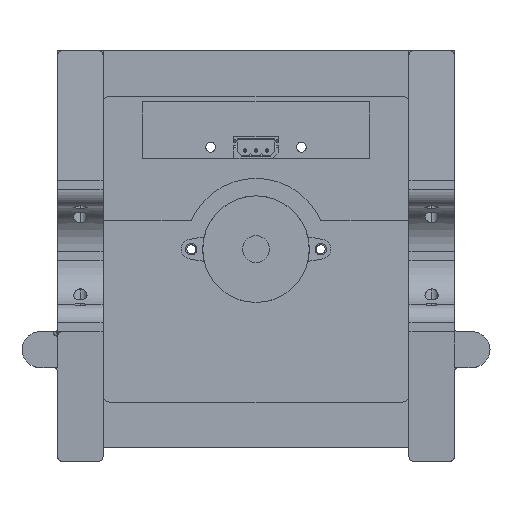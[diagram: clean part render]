
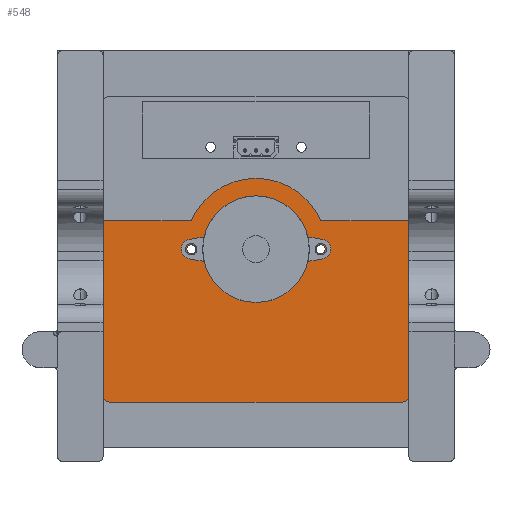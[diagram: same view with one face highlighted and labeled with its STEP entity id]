
A CAD part, top view. The second image highlights one B-rep face of the part: STEP entity #548.
In plain terms, the highlighted planar face has unit normal (0, 0, 1).
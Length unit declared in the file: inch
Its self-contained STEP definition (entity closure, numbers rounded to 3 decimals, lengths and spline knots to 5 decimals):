
#101=CARTESIAN_POINT('',(1.625,1.625,0.0315));
#102=DIRECTION('',(0.,0.,1.));
#103=DIRECTION('',(1.,0.,0.));
#104=AXIS2_PLACEMENT_3D('',#101,#102,#103);
#106=DIRECTION('',(0.,1.,0.));
#107=VECTOR('',#106,3.25);
#108=CARTESIAN_POINT('',(1.75,-1.625,0.0315));
#109=LINE('',#108,#107);
#110=DIRECTION('',(1.,0.,0.));
#111=VECTOR('',#110,3.25);
#112=CARTESIAN_POINT('',(-1.625,-1.75,0.0315));
#113=LINE('',#112,#111);
#114=DIRECTION('',(0.,-1.,0.));
#115=VECTOR('',#114,3.25);
#116=CARTESIAN_POINT('',(-1.75,1.625,0.0315));
#117=LINE('',#116,#115);
#118=DIRECTION('',(-1.,0.,0.));
#119=VECTOR('',#118,3.25);
#120=CARTESIAN_POINT('',(1.625,1.75,0.0315));
#121=LINE('',#120,#119);
#122=CARTESIAN_POINT('',(0.57087,0.,0.0315));
#123=DIRECTION('',(0.,0.,1.));
#124=DIRECTION('',(1.,0.,0.));
#125=AXIS2_PLACEMENT_3D('',#122,#123,#124);
#127=CARTESIAN_POINT('',(0.57087,0.,0.0315));
#128=DIRECTION('',(0.,0.,1.));
#129=DIRECTION('',(-1.,0.,0.));
#130=AXIS2_PLACEMENT_3D('',#127,#128,#129);
#132=CARTESIAN_POINT('',(-0.57087,0.,0.0315));
#133=DIRECTION('',(0.,0.,1.));
#134=DIRECTION('',(1.,0.,0.));
#135=AXIS2_PLACEMENT_3D('',#132,#133,#134);
#137=CARTESIAN_POINT('',(-0.57087,0.,0.0315));
#138=DIRECTION('',(0.,0.,1.));
#139=DIRECTION('',(-1.,0.,0.));
#140=AXIS2_PLACEMENT_3D('',#137,#138,#139);
#142=CARTESIAN_POINT('',(-0.4,0.9,0.0315));
#143=DIRECTION('',(0.,0.,1.));
#144=DIRECTION('',(1.,0.,0.));
#145=AXIS2_PLACEMENT_3D('',#142,#143,#144);
#147=CARTESIAN_POINT('',(-0.4,0.9,0.0315));
#148=DIRECTION('',(0.,0.,1.));
#149=DIRECTION('',(-1.,0.,0.));
#150=AXIS2_PLACEMENT_3D('',#147,#148,#149);
#152=CARTESIAN_POINT('',(0.4,0.9,0.0315));
#153=DIRECTION('',(0.,0.,1.));
#154=DIRECTION('',(1.,0.,0.));
#155=AXIS2_PLACEMENT_3D('',#152,#153,#154);
#157=CARTESIAN_POINT('',(0.4,0.9,0.0315));
#158=DIRECTION('',(0.,0.,1.));
#159=DIRECTION('',(-1.,0.,0.));
#160=AXIS2_PLACEMENT_3D('',#157,#158,#159);
#162=CARTESIAN_POINT('',(0.,1.1,0.0315));
#163=DIRECTION('',(0.,0.,1.));
#164=DIRECTION('',(1.,0.,0.));
#165=AXIS2_PLACEMENT_3D('',#162,#163,#164);
#167=CARTESIAN_POINT('',(0.,1.1,0.0315));
#168=DIRECTION('',(0.,0.,1.));
#169=DIRECTION('',(-1.,0.,0.));
#170=AXIS2_PLACEMENT_3D('',#167,#168,#169);
#172=CARTESIAN_POINT('',(0.82,1.1,0.0315));
#173=DIRECTION('',(0.,0.,1.));
#174=DIRECTION('',(1.,0.,0.));
#175=AXIS2_PLACEMENT_3D('',#172,#173,#174);
#177=CARTESIAN_POINT('',(0.82,1.1,0.0315));
#178=DIRECTION('',(0.,0.,1.));
#179=DIRECTION('',(-1.,0.,0.));
#180=AXIS2_PLACEMENT_3D('',#177,#178,#179);
#182=CARTESIAN_POINT('',(-0.82,1.1,0.0315));
#183=DIRECTION('',(0.,0.,1.));
#184=DIRECTION('',(1.,0.,0.));
#185=AXIS2_PLACEMENT_3D('',#182,#183,#184);
#187=CARTESIAN_POINT('',(-0.82,1.1,0.0315));
#188=DIRECTION('',(0.,0.,1.));
#189=DIRECTION('',(-1.,0.,0.));
#190=AXIS2_PLACEMENT_3D('',#187,#188,#189);
#205=CARTESIAN_POINT('',(1.625,-1.625,0.0315));
#206=DIRECTION('',(0.,0.,1.));
#207=DIRECTION('',(0.,-1.,0.));
#208=AXIS2_PLACEMENT_3D('',#205,#206,#207);
#223=CARTESIAN_POINT('',(-1.625,-1.625,0.0315));
#224=DIRECTION('',(0.,0.,1.));
#225=DIRECTION('',(-1.,0.,0.));
#226=AXIS2_PLACEMENT_3D('',#223,#224,#225);
#241=CARTESIAN_POINT('',(-1.625,1.625,0.0315));
#242=DIRECTION('',(0.,0.,1.));
#243=DIRECTION('',(0.,1.,0.));
#244=AXIS2_PLACEMENT_3D('',#241,#242,#243);
#302=CARTESIAN_POINT('',(1.625,1.75,0.0315));
#304=VERTEX_POINT('',#302);
#308=CARTESIAN_POINT('',(1.75,1.625,0.0315));
#309=VERTEX_POINT('',#308);
#310=CARTESIAN_POINT('',(1.75,-1.625,0.0315));
#312=VERTEX_POINT('',#310);
#316=CARTESIAN_POINT('',(1.625,-1.75,0.0315));
#317=VERTEX_POINT('',#316);
#318=CARTESIAN_POINT('',(-1.625,-1.75,0.0315));
#320=VERTEX_POINT('',#318);
#324=CARTESIAN_POINT('',(-1.75,-1.625,0.0315));
#325=VERTEX_POINT('',#324);
#326=CARTESIAN_POINT('',(-1.75,1.625,0.0315));
#328=VERTEX_POINT('',#326);
#332=CARTESIAN_POINT('',(-1.625,1.75,0.0315));
#333=VERTEX_POINT('',#332);
#342=CARTESIAN_POINT('',(0.61024,0.,0.0315));
#343=CARTESIAN_POINT('',(0.5315,0.,0.0315));
#344=VERTEX_POINT('',#342);
#345=VERTEX_POINT('',#343);
#346=CARTESIAN_POINT('',(-0.5315,0.,0.0315));
#347=CARTESIAN_POINT('',(-0.61024,0.,0.0315));
#348=VERTEX_POINT('',#346);
#349=VERTEX_POINT('',#347);
#370=CARTESIAN_POINT('',(-0.3565,0.9,0.0315));
#371=CARTESIAN_POINT('',(-0.4435,0.9,0.0315));
#372=VERTEX_POINT('',#370);
#373=VERTEX_POINT('',#371);
#374=CARTESIAN_POINT('',(0.4435,0.9,0.0315));
#375=CARTESIAN_POINT('',(0.3565,0.9,0.0315));
#376=VERTEX_POINT('',#374);
#377=VERTEX_POINT('',#375);
#378=CARTESIAN_POINT('',(0.07874,1.1,0.0315));
#379=CARTESIAN_POINT('',(-0.07874,1.1,0.0315));
#380=VERTEX_POINT('',#378);
#381=VERTEX_POINT('',#379);
#382=CARTESIAN_POINT('',(0.89874,1.1,0.0315));
#383=CARTESIAN_POINT('',(0.74126,1.1,0.0315));
#384=VERTEX_POINT('',#382);
#385=VERTEX_POINT('',#383);
#386=CARTESIAN_POINT('',(-0.74126,1.1,0.0315));
#387=CARTESIAN_POINT('',(-0.89874,1.1,0.0315));
#388=VERTEX_POINT('',#386);
#389=VERTEX_POINT('',#387);
#485=CARTESIAN_POINT('',(0.,0.,0.0315));
#486=DIRECTION('',(0.,0.,1.));
#487=DIRECTION('',(1.,0.,0.));
#488=AXIS2_PLACEMENT_3D('',#485,#486,#487);
#489=PLANE('',#488);
#490=ORIENTED_EDGE('',*,*,#466,.F.);
#492=ORIENTED_EDGE('',*,*,#491,.F.);
#494=ORIENTED_EDGE('',*,*,#493,.F.);
#496=ORIENTED_EDGE('',*,*,#495,.F.);
#498=ORIENTED_EDGE('',*,*,#497,.F.);
#500=ORIENTED_EDGE('',*,*,#499,.F.);
#502=ORIENTED_EDGE('',*,*,#501,.F.);
#503=ORIENTED_EDGE('',*,*,#477,.F.);
#504=EDGE_LOOP('',(#490,#492,#494,#496,#498,#500,#502,#503));
#505=FACE_OUTER_BOUND('',#504,.F.);
#507=ORIENTED_EDGE('',*,*,#506,.T.);
#509=ORIENTED_EDGE('',*,*,#508,.T.);
#510=EDGE_LOOP('',(#507,#509));
#511=FACE_BOUND('',#510,.F.);
#513=ORIENTED_EDGE('',*,*,#512,.T.);
#515=ORIENTED_EDGE('',*,*,#514,.T.);
#516=EDGE_LOOP('',(#513,#515));
#517=FACE_BOUND('',#516,.F.);
#519=ORIENTED_EDGE('',*,*,#518,.T.);
#521=ORIENTED_EDGE('',*,*,#520,.T.);
#522=EDGE_LOOP('',(#519,#521));
#523=FACE_BOUND('',#522,.F.);
#525=ORIENTED_EDGE('',*,*,#524,.T.);
#527=ORIENTED_EDGE('',*,*,#526,.T.);
#528=EDGE_LOOP('',(#525,#527));
#529=FACE_BOUND('',#528,.F.);
#531=ORIENTED_EDGE('',*,*,#530,.T.);
#533=ORIENTED_EDGE('',*,*,#532,.T.);
#534=EDGE_LOOP('',(#531,#533));
#535=FACE_BOUND('',#534,.F.);
#537=ORIENTED_EDGE('',*,*,#536,.T.);
#539=ORIENTED_EDGE('',*,*,#538,.T.);
#540=EDGE_LOOP('',(#537,#539));
#541=FACE_BOUND('',#540,.F.);
#543=ORIENTED_EDGE('',*,*,#542,.T.);
#545=ORIENTED_EDGE('',*,*,#544,.T.);
#546=EDGE_LOOP('',(#543,#545));
#547=FACE_BOUND('',#546,.F.);
#105=CIRCLE('',#104,0.125);
#126=CIRCLE('',#125,0.03937);
#131=CIRCLE('',#130,0.03937);
#136=CIRCLE('',#135,0.03937);
#141=CIRCLE('',#140,0.03937);
#146=CIRCLE('',#145,0.0435);
#151=CIRCLE('',#150,0.0435);
#156=CIRCLE('',#155,0.0435);
#161=CIRCLE('',#160,0.0435);
#166=CIRCLE('',#165,0.07874);
#171=CIRCLE('',#170,0.07874);
#176=CIRCLE('',#175,0.07874);
#181=CIRCLE('',#180,0.07874);
#186=CIRCLE('',#185,0.07874);
#191=CIRCLE('',#190,0.07874);
#209=CIRCLE('',#208,0.125);
#227=CIRCLE('',#226,0.125);
#245=CIRCLE('',#244,0.125);
#466=EDGE_CURVE('',#309,#304,#105,.T.);
#477=EDGE_CURVE('',#304,#333,#121,.T.);
#491=EDGE_CURVE('',#312,#309,#109,.T.);
#493=EDGE_CURVE('',#317,#312,#209,.T.);
#495=EDGE_CURVE('',#320,#317,#113,.T.);
#497=EDGE_CURVE('',#325,#320,#227,.T.);
#499=EDGE_CURVE('',#328,#325,#117,.T.);
#501=EDGE_CURVE('',#333,#328,#245,.T.);
#506=EDGE_CURVE('',#344,#345,#126,.T.);
#508=EDGE_CURVE('',#345,#344,#131,.T.);
#512=EDGE_CURVE('',#348,#349,#136,.T.);
#514=EDGE_CURVE('',#349,#348,#141,.T.);
#518=EDGE_CURVE('',#372,#373,#146,.T.);
#520=EDGE_CURVE('',#373,#372,#151,.T.);
#524=EDGE_CURVE('',#376,#377,#156,.T.);
#526=EDGE_CURVE('',#377,#376,#161,.T.);
#530=EDGE_CURVE('',#380,#381,#166,.T.);
#532=EDGE_CURVE('',#381,#380,#171,.T.);
#536=EDGE_CURVE('',#384,#385,#176,.T.);
#538=EDGE_CURVE('',#385,#384,#181,.T.);
#542=EDGE_CURVE('',#388,#389,#186,.T.);
#544=EDGE_CURVE('',#389,#388,#191,.T.);
#548=ADVANCED_FACE('',(#505,#511,#517,#523,#529,#535,#541,#547),#489,.T.);
